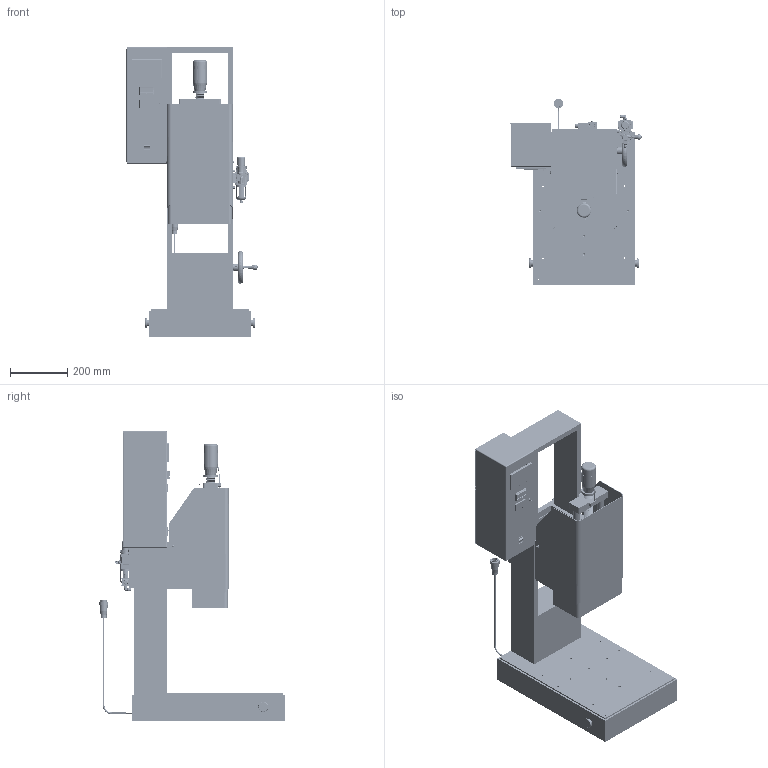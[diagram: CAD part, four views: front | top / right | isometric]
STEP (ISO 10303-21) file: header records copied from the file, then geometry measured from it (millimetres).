
FILE_DESCRIPTION(('', 'CAx-IF Rec.Pracs.---Representation and Presentation of Product Manufacturing Information (PMI)---4.0---2014-10-13'),'2;1');
FILE_NAME('S10 BASIC - 10-28-21 - EMAIL (STEP).stp', '2021-10-28T18:59:25',(''), (''), 'Kubotek Kosmos Version 3.0.10279.10279', 'KeyCreator Pro', '');
FILE_SCHEMA(('AP242_MANAGED_MODEL_BASED_3D_ENGINEERING_MIM_LF { 1 0 10303 442 1 1 4 }'));
Length unit declared in the file: inch
Bounding box: 458.58 x 650.22 x 1009.9 mm (x, y, z)
Volume: 32762640.5 mm3; surface area: 3795030.6 mm2
Topology: 54 solids, 133 shells, 3723 faces, 8996 edges, 5892 vertices
Faces by surface type: plane 1567, cylinder 989, cone 954, torus 106, sphere 56, bspline 51
Full cylindrical faces by diameter (mm): 1.27 x8, 2 x2, 2.261 x16, 2.362 x30, 2.388 x2, 2.438 x1, 2.8 x1, 2.845 x3, 3 x9, 3.05 x1, 3.175 x13, 3.454 x5, 3.5 x4, 3.572 x12, 3.81 x1, 4 x2, 4.039 x6, 4.23 x1, 4.6 x1, 4.648 x2, 4.762 x1, 4.775 x1, 4.826 x4, 5 x4, 5.08 x6, 5.105 x4, 5.2 x1, 5.41 x1, 5.5 x3, 5.563 x2
Entity records: 121554 total; most frequent: CARTESIAN_POINT 32327, DIRECTION 18684, ORIENTED_EDGE 17482, EDGE_CURVE 8849, AXIS2_PLACEMENT_3D 6872, VERTEX_POINT 5664, VECTOR 4940, LINE 4940
